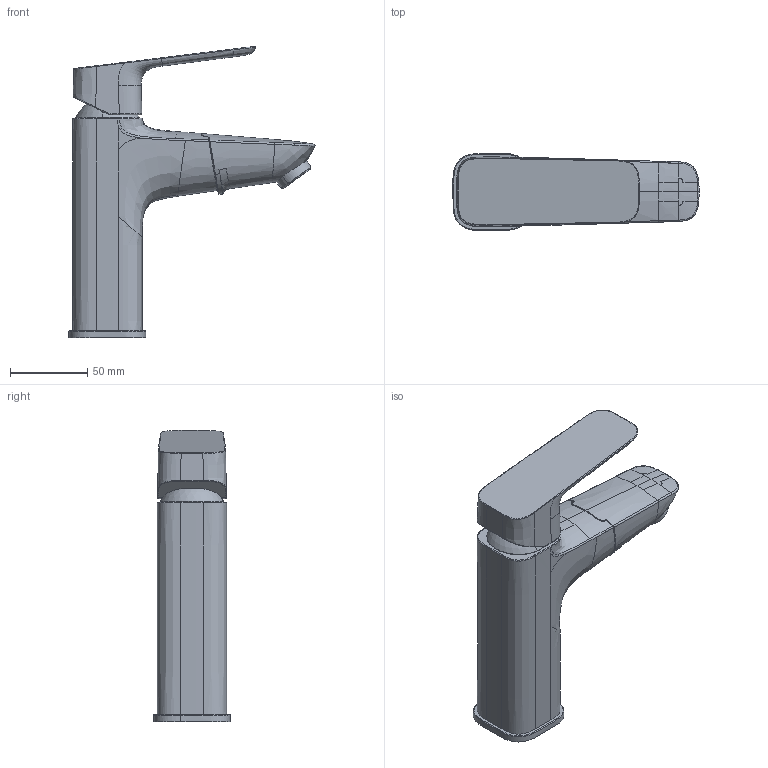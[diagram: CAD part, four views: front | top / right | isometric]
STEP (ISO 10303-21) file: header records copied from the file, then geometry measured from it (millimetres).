
FILE_DESCRIPTION(/* description */ ('AP214 STEP file'),/* implementation_level */ '2;1');
FILE_NAME(/* name */ '1017500000_out.stp',/* time_stamp */ '2024-03-05T11:23:19+01:00',/* author */ (''),/* organization */ (''),/* preprocessor_version */ 'ST-DEVELOPER v18.1',/* originating_system */ 'Elysium Co. Ltd. STEP Translator v8.3.0.0',/* authorisation */ '');
FILE_SCHEMA (('AUTOMOTIVE_DESIGN { 1 0 10303 214 3 1 1 }'));
Length unit declared in the file: millimetre
Products named in the file (1): 1017500000_extract
Bounding box: 159.75 x 49.89 x 189.01 mm (x, y, z)
Volume: 479366 mm3; surface area: 56820.6 mm2
Topology: 1 solids, 1 shells, 185 faces, 456 edges, 277 vertices
Faces by surface type: bspline 120, cylinder 31, plane 11, torus 9, sphere 5, extrusion 5, cone 4
Entity records: 16760 total; most frequent: CARTESIAN_POINT 11927, ORIENTED_EDGE 912, EDGE_CURVE 456, B_SPLINE_CURVE_WITH_KNOTS 370, STYLED_ITEM 370, VERTEX_POINT 277, EDGE_LOOP 189, FILL_AREA_STYLE_COLOUR 188
